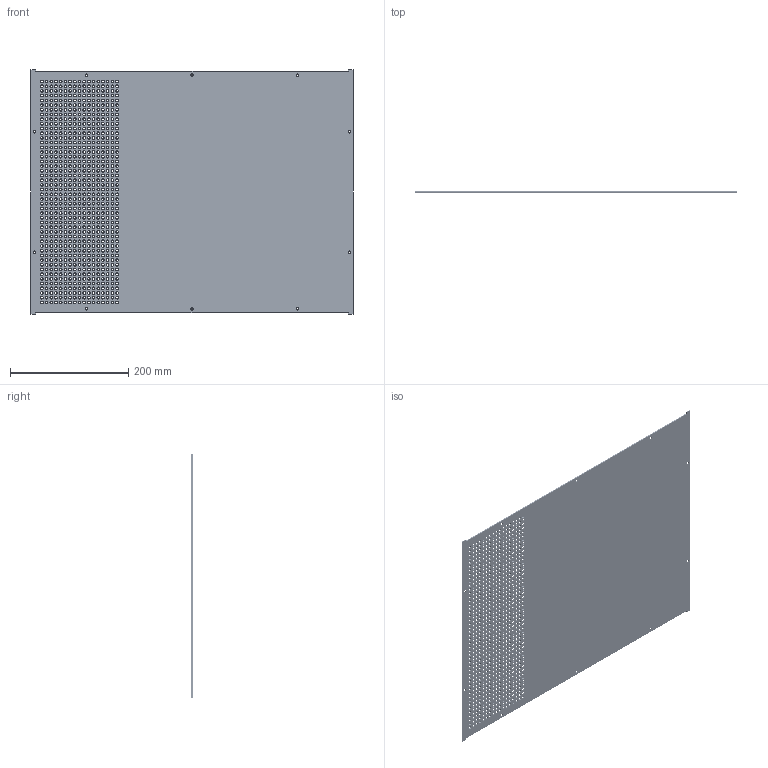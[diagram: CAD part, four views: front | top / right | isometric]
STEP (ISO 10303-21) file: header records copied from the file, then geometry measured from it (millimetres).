
FILE_DESCRIPTION (( 'STEP AP214' ), '1' );
FILE_NAME ('RM1922BKVP.STEP', '2021-09-11T15:22:44', ( '' ), ( '' ), 'SwSTEP 2.0', 'SolidWorks 2021', '' );
FILE_SCHEMA (( 'AUTOMOTIVE_DESIGN' ));
Length unit declared in the file: inch
Products named in the file (1): RM1922BKVP
Bounding box: 544.6 x 1.8 x 413.79 mm (x, y, z)
Volume: 376628.5 mm3; surface area: 442253.8 mm2
Topology: 1 solids, 1 shells, 850 faces, 2534 edges, 1686 vertices
Faces by surface type: cylinder 826, plane 14, cone 10
Full cylindrical faces by diameter (mm): 4.064 x10, 4.496 x816
Entity records: 28744 total; most frequent: DIRECTION 5062, CARTESIAN_POINT 4235, ORIENTED_EDGE 3396, EDGE_LOOP 3338, AXIS2_PLACEMENT_3D 2513, EDGE_CURVE 1698, VERTEX_POINT 1686, FACE_OUTER_BOUND 1676
